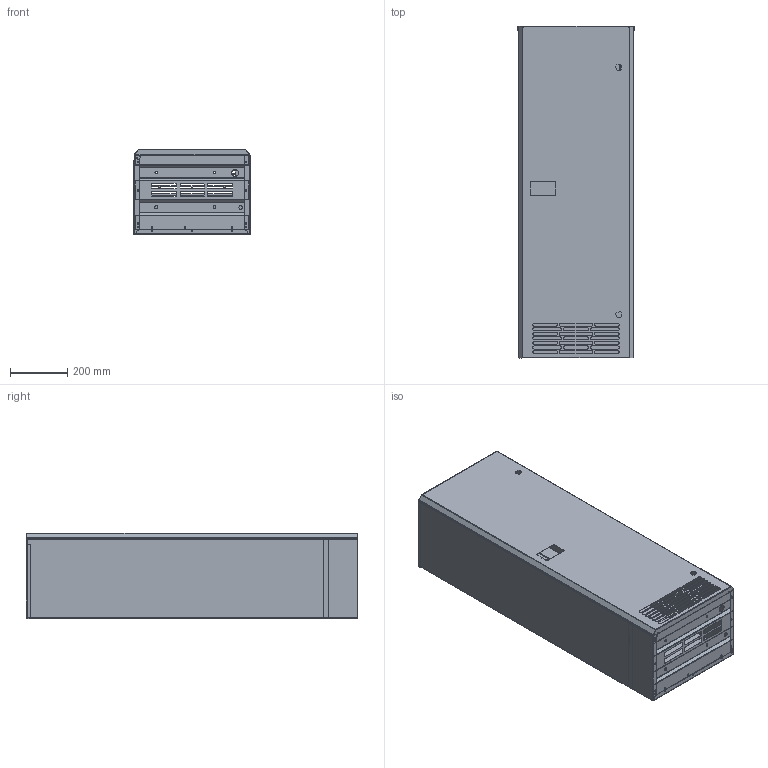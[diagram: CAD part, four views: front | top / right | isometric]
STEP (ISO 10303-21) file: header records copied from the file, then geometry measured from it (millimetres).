
FILE_DESCRIPTION(('STEP AP203'), '1');
FILE_NAME('SVK3000-MONTAJ', '', ('UNSPECIFIED'), ('UNSPECIFIED'), 'C3D Converter', 'C3D Toolkit', '');
FILE_SCHEMA(('CONFIG_CONTROL_DESIGN'));
Length unit declared in the file: millimetre
Assembly tree (6 placements, depth 2):
  (unnamed)
    (unnamed)
    (unnamed)
    (unnamed)
    (unnamed)
    (unnamed)
    (unnamed)
Bounding box: 405.13 x 1156.7 x 298.77 mm (x, y, z)
Volume: 1867568.3 mm3; surface area: 3766542.6 mm2
Topology: 6 solids, 6 shells, 1491 faces, 4125 edges, 2646 vertices
Faces by surface type: plane 682, cylinder 679, bspline 130
Full cylindrical faces by diameter (mm): 3.5 x4, 4.4 x1, 4.5 x46, 4.532 x1, 5.2 x6, 5.974 x2, 8 x2, 13 x1, 23.961 x1
Entity records: 63682 total; most frequent: CARTESIAN_POINT 13071, ORIENTED_EDGE 8122, DIRECTION 7592, EDGE_CURVE 4061, VERTEX_POINT 2646, AXIS2_PLACEMENT_3D 2602, LINE 2388, VECTOR 2388
